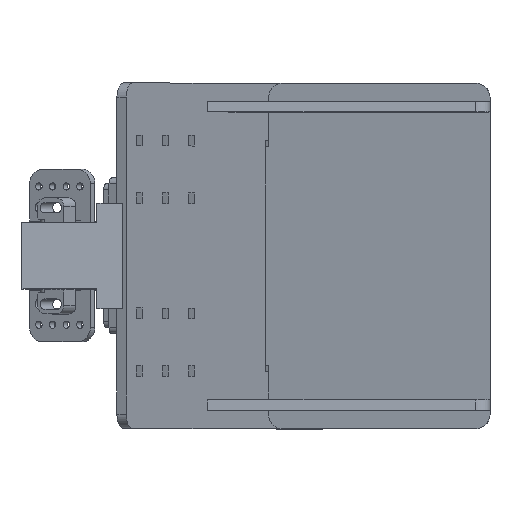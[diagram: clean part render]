
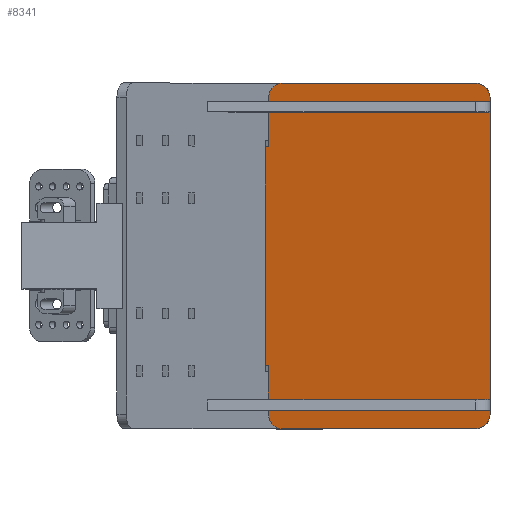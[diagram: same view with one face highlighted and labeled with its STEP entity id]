
A CAD part, top view. The second image highlights one B-rep face of the part: STEP entity #8341.
In plain terms, the highlighted planar face has unit normal (-0.259, 0, 0.966).
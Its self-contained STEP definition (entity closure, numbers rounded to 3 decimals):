
#71=FACE_BOUND('',#1079,.T.);
#204=ELLIPSE('',#8956,25.882,25.);
#206=ELLIPSE('',#8973,25.882,25.);
#303=PLANE('',#8975);
#626=FACE_OUTER_BOUND('',#1078,.T.);
#1078=EDGE_LOOP('',(#5932,#5933,#5934,#5935,#5936,#5937,#5938,#5939,#5940,
#5941,#5942,#5943,#5944,#5945,#5946,#5947,#5948,#5949,#5950,#5951,#5952,
#5953));
#1079=EDGE_LOOP('',(#5954,#5955,#5956,#5957));
#1679=LINE('',#12252,#2611);
#1686=LINE('',#12270,#2618);
#1689=LINE('',#12278,#2621);
#1692=LINE('',#12284,#2624);
#1694=LINE('',#12288,#2626);
#1697=LINE('',#12293,#2629);
#1701=LINE('',#12300,#2633);
#1703=LINE('',#12303,#2635);
#1706=LINE('',#12314,#2638);
#1708=LINE('',#12318,#2640);
#1709=LINE('',#12322,#2641);
#1710=LINE('',#12324,#2642);
#1711=LINE('',#12326,#2643);
#1712=LINE('',#12328,#2644);
#1713=LINE('',#12330,#2645);
#1714=LINE('',#12332,#2646);
#1715=LINE('',#12335,#2647);
#1716=LINE('',#12337,#2648);
#1717=LINE('',#12339,#2649);
#1718=LINE('',#12340,#2650);
#2611=VECTOR('',#9815,10.);
#2618=VECTOR('',#9830,10.);
#2621=VECTOR('',#9835,10.);
#2624=VECTOR('',#9840,10.);
#2626=VECTOR('',#9844,10.);
#2629=VECTOR('',#9849,10.);
#2633=VECTOR('',#9855,10.);
#2635=VECTOR('',#9859,10.);
#2638=VECTOR('',#9870,10.);
#2640=VECTOR('',#9874,10.);
#2641=VECTOR('',#9877,10.);
#2642=VECTOR('',#9878,10.);
#2643=VECTOR('',#9879,10.);
#2644=VECTOR('',#9880,10.);
#2645=VECTOR('',#9881,10.);
#2646=VECTOR('',#9882,10.);
#2647=VECTOR('',#9885,10.);
#2648=VECTOR('',#9886,10.);
#2649=VECTOR('',#9887,10.);
#2650=VECTOR('',#9888,10.);
#3501=CIRCLE('',#8959,25.);
#3502=CIRCLE('',#8962,25.);
#3504=CIRCLE('',#8976,25.);
#3505=CIRCLE('',#8977,25.);
#3788=VERTEX_POINT('',#12236);
#3789=VERTEX_POINT('',#12238);
#3792=VERTEX_POINT('',#12245);
#3793=VERTEX_POINT('',#12247);
#3794=VERTEX_POINT('',#12251);
#3796=VERTEX_POINT('',#12257);
#3797=VERTEX_POINT('',#12258);
#3801=VERTEX_POINT('',#12268);
#3804=VERTEX_POINT('',#12275);
#3805=VERTEX_POINT('',#12277);
#3807=VERTEX_POINT('',#12283);
#3808=VERTEX_POINT('',#12287);
#3811=VERTEX_POINT('',#12298);
#3814=VERTEX_POINT('',#12308);
#3815=VERTEX_POINT('',#12310);
#3816=VERTEX_POINT('',#12317);
#3817=VERTEX_POINT('',#12319);
#3818=VERTEX_POINT('',#12321);
#3819=VERTEX_POINT('',#12323);
#3820=VERTEX_POINT('',#12325);
#3821=VERTEX_POINT('',#12327);
#3822=VERTEX_POINT('',#12329);
#3823=VERTEX_POINT('',#12331);
#3824=VERTEX_POINT('',#12333);
#3825=VERTEX_POINT('',#12336);
#3826=VERTEX_POINT('',#12338);
#4611=EDGE_CURVE('',#3789,#3788,#204,.T.);
#4615=EDGE_CURVE('',#3793,#3792,#3501,.T.);
#4617=EDGE_CURVE('',#3794,#3793,#1679,.T.);
#4620=EDGE_CURVE('',#3796,#3797,#3502,.T.);
#4626=EDGE_CURVE('',#3797,#3801,#1686,.T.);
#4629=EDGE_CURVE('',#3804,#3805,#1689,.T.);
#4632=EDGE_CURVE('',#3794,#3807,#1692,.T.);
#4634=EDGE_CURVE('',#3808,#3807,#1694,.T.);
#4637=EDGE_CURVE('',#3789,#3792,#1697,.T.);
#4641=EDGE_CURVE('',#3801,#3811,#1701,.T.);
#4643=EDGE_CURVE('',#3811,#3808,#1703,.T.);
#4646=EDGE_CURVE('',#3814,#3815,#206,.T.);
#4648=EDGE_CURVE('',#3815,#3788,#1706,.T.);
#4650=EDGE_CURVE('',#3814,#3816,#1708,.T.);
#4651=EDGE_CURVE('',#3817,#3816,#3504,.T.);
#4652=EDGE_CURVE('',#3818,#3817,#1709,.T.);
#4653=EDGE_CURVE('',#3818,#3819,#1710,.T.);
#4654=EDGE_CURVE('',#3820,#3819,#1711,.T.);
#4655=EDGE_CURVE('',#3821,#3820,#1712,.T.);
#4656=EDGE_CURVE('',#3822,#3821,#1713,.T.);
#4657=EDGE_CURVE('',#3823,#3822,#1714,.T.);
#4658=EDGE_CURVE('',#3824,#3823,#3505,.T.);
#4659=EDGE_CURVE('',#3796,#3824,#1715,.T.);
#4660=EDGE_CURVE('',#3825,#3805,#1716,.T.);
#4661=EDGE_CURVE('',#3804,#3826,#1717,.T.);
#4662=EDGE_CURVE('',#3826,#3825,#1718,.T.);
#5932=ORIENTED_EDGE('',*,*,#4648,.F.);
#5933=ORIENTED_EDGE('',*,*,#4646,.F.);
#5934=ORIENTED_EDGE('',*,*,#4650,.T.);
#5935=ORIENTED_EDGE('',*,*,#4651,.F.);
#5936=ORIENTED_EDGE('',*,*,#4652,.F.);
#5937=ORIENTED_EDGE('',*,*,#4653,.T.);
#5938=ORIENTED_EDGE('',*,*,#4654,.F.);
#5939=ORIENTED_EDGE('',*,*,#4655,.F.);
#5940=ORIENTED_EDGE('',*,*,#4656,.F.);
#5941=ORIENTED_EDGE('',*,*,#4657,.F.);
#5942=ORIENTED_EDGE('',*,*,#4658,.F.);
#5943=ORIENTED_EDGE('',*,*,#4659,.F.);
#5944=ORIENTED_EDGE('',*,*,#4620,.T.);
#5945=ORIENTED_EDGE('',*,*,#4626,.T.);
#5946=ORIENTED_EDGE('',*,*,#4641,.T.);
#5947=ORIENTED_EDGE('',*,*,#4643,.T.);
#5948=ORIENTED_EDGE('',*,*,#4634,.T.);
#5949=ORIENTED_EDGE('',*,*,#4632,.F.);
#5950=ORIENTED_EDGE('',*,*,#4617,.T.);
#5951=ORIENTED_EDGE('',*,*,#4615,.T.);
#5952=ORIENTED_EDGE('',*,*,#4637,.F.);
#5953=ORIENTED_EDGE('',*,*,#4611,.T.);
#5954=ORIENTED_EDGE('',*,*,#4660,.T.);
#5955=ORIENTED_EDGE('',*,*,#4629,.F.);
#5956=ORIENTED_EDGE('',*,*,#4661,.T.);
#5957=ORIENTED_EDGE('',*,*,#4662,.T.);
#8341=ADVANCED_FACE('',(#626,#71),#303,.T.);
#8956=AXIS2_PLACEMENT_3D('',#12239,#9802,#9803);
#8959=AXIS2_PLACEMENT_3D('',#12248,#9810,#9811);
#8962=AXIS2_PLACEMENT_3D('',#12259,#9820,#9821);
#8973=AXIS2_PLACEMENT_3D('',#12311,#9865,#9866);
#8975=AXIS2_PLACEMENT_3D('',#12316,#9872,#9873);
#8976=AXIS2_PLACEMENT_3D('',#12320,#9875,#9876);
#8977=AXIS2_PLACEMENT_3D('',#12334,#9883,#9884);
#9802=DIRECTION('center_axis',(-0.259,0.,0.966));
#9803=DIRECTION('ref_axis',(0.966,0.,0.259));
#9810=DIRECTION('center_axis',(-0.259,0.,0.966));
#9811=DIRECTION('ref_axis',(-0.683,-0.707,-0.183));
#9815=DIRECTION('',(0.,-1.,0.));
#9820=DIRECTION('center_axis',(-0.259,0.,0.966));
#9821=DIRECTION('ref_axis',(-0.683,-0.707,-0.183));
#9830=DIRECTION('',(0.966,0.,0.259));
#9835=DIRECTION('',(0.966,0.,0.259));
#9840=DIRECTION('',(0.966,0.,0.259));
#9844=DIRECTION('',(0.,-1.,0.));
#9849=DIRECTION('',(-0.966,0.,-0.259));
#9855=DIRECTION('',(0.,-1.,0.));
#9859=DIRECTION('',(0.966,0.,0.259));
#9865=DIRECTION('center_axis',(0.259,0.,-0.966));
#9866=DIRECTION('ref_axis',(0.966,0.,0.259));
#9870=DIRECTION('',(0.,-1.,0.));
#9872=DIRECTION('center_axis',(-0.259,0.,0.966));
#9873=DIRECTION('ref_axis',(0.966,0.,0.259));
#9874=DIRECTION('',(-0.966,0.,-0.259));
#9875=DIRECTION('center_axis',(0.259,0.,-0.966));
#9876=DIRECTION('ref_axis',(-0.683,0.707,-0.183));
#9877=DIRECTION('',(0.,1.,0.));
#9878=DIRECTION('',(0.966,0.,0.259));
#9879=DIRECTION('',(0.,1.,0.));
#9880=DIRECTION('',(0.966,0.,0.259));
#9881=DIRECTION('',(0.,1.,0.));
#9882=DIRECTION('',(0.966,0.,0.259));
#9883=DIRECTION('center_axis',(0.259,0.,-0.966));
#9884=DIRECTION('ref_axis',(-0.683,0.707,-0.183));
#9885=DIRECTION('',(0.,1.,0.));
#9886=DIRECTION('',(0.,-1.,0.));
#9887=DIRECTION('',(0.,1.,0.));
#9888=DIRECTION('',(0.966,0.,0.259));
#12236=CARTESIAN_POINT('',(275.,-275.,326.314));
#12238=CARTESIAN_POINT('',(250.,-300.,319.615));
#12239=CARTESIAN_POINT('Origin',(250.,-275.,319.615));
#12245=CARTESIAN_POINT('',(-85.414,-300.,229.741));
#12247=CARTESIAN_POINT('',(-109.562,-275.,223.271));
#12248=CARTESIAN_POINT('Origin',(-85.414,-275.,229.741));
#12251=CARTESIAN_POINT('',(-109.562,-268.,223.271));
#12252=CARTESIAN_POINT('',(-109.562,-268.,223.271));
#12257=CARTESIAN_POINT('',(-206.155,-165.,197.389));
#12258=CARTESIAN_POINT('',(-182.006,-190.,203.859));
#12259=CARTESIAN_POINT('Origin',(-182.006,-165.,203.859));
#12268=CARTESIAN_POINT('',(-109.562,-190.,223.271));
#12270=CARTESIAN_POINT('',(300.,-190.,333.013));
#12275=CARTESIAN_POINT('',(-165.599,-9.,208.256));
#12277=CARTESIAN_POINT('',(-119.221,-9.,220.683));
#12278=CARTESIAN_POINT('',(-174.153,-9.,205.964));
#12283=CARTESIAN_POINT('',(83.623,-268.,275.035));
#12284=CARTESIAN_POINT('',(-109.562,-268.,223.271));
#12287=CARTESIAN_POINT('',(83.623,-250.,275.035));
#12288=CARTESIAN_POINT('',(83.623,0.,275.035));
#12293=CARTESIAN_POINT('',(-61.266,-300.,236.212));
#12298=CARTESIAN_POINT('',(-109.562,-250.,223.271));
#12300=CARTESIAN_POINT('',(-109.562,0.,223.271));
#12303=CARTESIAN_POINT('',(-109.562,-250.,223.271));
#12308=CARTESIAN_POINT('',(250.,300.,319.615));
#12310=CARTESIAN_POINT('',(275.,275.,326.314));
#12311=CARTESIAN_POINT('Origin',(250.,275.,319.615));
#12314=CARTESIAN_POINT('',(275.,0.,326.314));
#12316=CARTESIAN_POINT('Origin',(-206.155,0.,197.389));
#12317=CARTESIAN_POINT('',(-85.414,300.,229.741));
#12318=CARTESIAN_POINT('',(-61.266,300.,236.212));
#12319=CARTESIAN_POINT('',(-109.562,275.,223.271));
#12320=CARTESIAN_POINT('Origin',(-85.414,275.,229.741));
#12321=CARTESIAN_POINT('',(-109.562,268.,223.271));
#12322=CARTESIAN_POINT('',(-109.562,268.,223.271));
#12323=CARTESIAN_POINT('',(83.623,268.,275.035));
#12324=CARTESIAN_POINT('',(-109.562,268.,223.271));
#12325=CARTESIAN_POINT('',(83.623,250.,275.035));
#12326=CARTESIAN_POINT('',(83.623,0.,275.035));
#12327=CARTESIAN_POINT('',(-109.562,250.,223.271));
#12328=CARTESIAN_POINT('',(-109.562,250.,223.271));
#12329=CARTESIAN_POINT('',(-109.562,190.,223.271));
#12330=CARTESIAN_POINT('',(-109.562,0.,223.271));
#12331=CARTESIAN_POINT('',(-182.006,190.,203.859));
#12332=CARTESIAN_POINT('',(300.,190.,333.013));
#12333=CARTESIAN_POINT('',(-206.155,165.,197.389));
#12334=CARTESIAN_POINT('Origin',(-182.006,165.,203.859));
#12335=CARTESIAN_POINT('',(-206.155,0.,197.389));
#12336=CARTESIAN_POINT('',(-119.221,9.,220.683));
#12337=CARTESIAN_POINT('',(-119.221,0.,220.683));
#12338=CARTESIAN_POINT('',(-165.599,9.,208.256));
#12339=CARTESIAN_POINT('',(-165.599,0.,208.256));
#12340=CARTESIAN_POINT('',(-174.153,9.,205.964));
